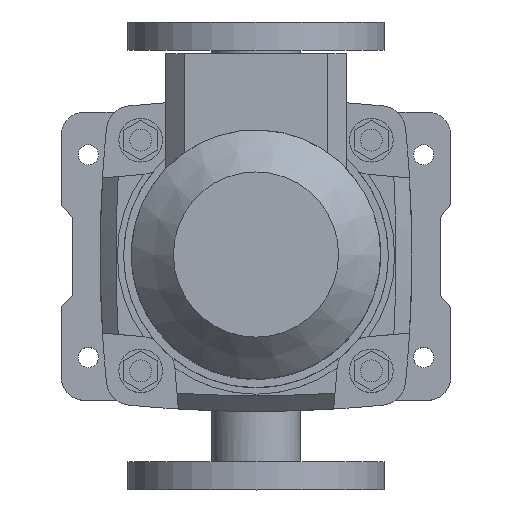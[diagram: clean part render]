
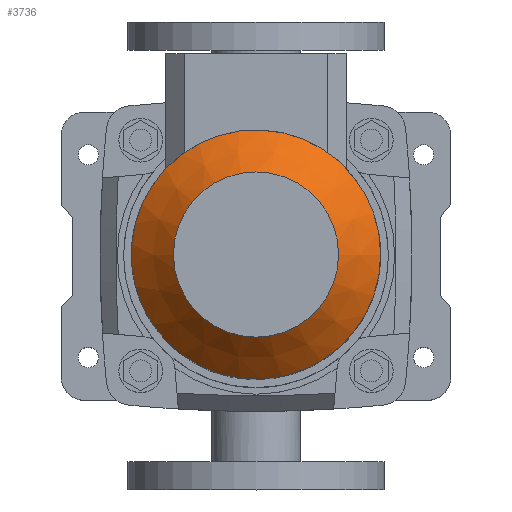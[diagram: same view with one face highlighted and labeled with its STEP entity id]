
A CAD part, top view. The second image highlights one B-rep face of the part: STEP entity #3736.
In plain terms, the highlighted conical face has half-angle 45 degrees and reference radius 53 mm.
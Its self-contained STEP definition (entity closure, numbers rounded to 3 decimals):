
#31=CONICAL_SURFACE('',#4767,53.,0.785);
#1645=ORIENTED_EDGE('',*,*,#2129,.F.);
#1646=ORIENTED_EDGE('',*,*,#2143,.F.);
#2129=EDGE_CURVE('',#2485,#2485,#2689,.T.);
#2143=EDGE_CURVE('',#2498,#2498,#2697,.F.);
#2485=VERTEX_POINT('',#7676);
#2498=VERTEX_POINT('',#7709);
#2689=CIRCLE('',#4743,80.);
#2697=CIRCLE('',#4761,53.);
#3022=EDGE_LOOP('',(#1645));
#3023=EDGE_LOOP('',(#1646));
#3369=FACE_BOUND('',#3022,.T.);
#3370=FACE_BOUND('',#3023,.T.);
#3736=ADVANCED_FACE('',(#3369,#3370),#31,.T.);
#4743=AXIS2_PLACEMENT_3D('',#7675,#5765,#5766);
#4761=AXIS2_PLACEMENT_3D('',#7708,#5803,#5804);
#4767=AXIS2_PLACEMENT_3D('',#7739,#5831,#5832);
#5765=DIRECTION('',(0.,0.,-1.));
#5766=DIRECTION('',(-1.,0.,0.));
#5803=DIRECTION('',(0.,0.,-1.));
#5804=DIRECTION('',(-1.,0.,0.));
#5831=DIRECTION('',(0.,0.,-1.));
#5832=DIRECTION('',(-1.,0.,0.));
#7675=CARTESIAN_POINT('',(0.,0.,205.));
#7676=CARTESIAN_POINT('',(-80.,0.,205.));
#7708=CARTESIAN_POINT('',(0.,0.,232.));
#7709=CARTESIAN_POINT('',(-53.,0.,232.));
#7739=CARTESIAN_POINT('',(0.,0.,232.));
